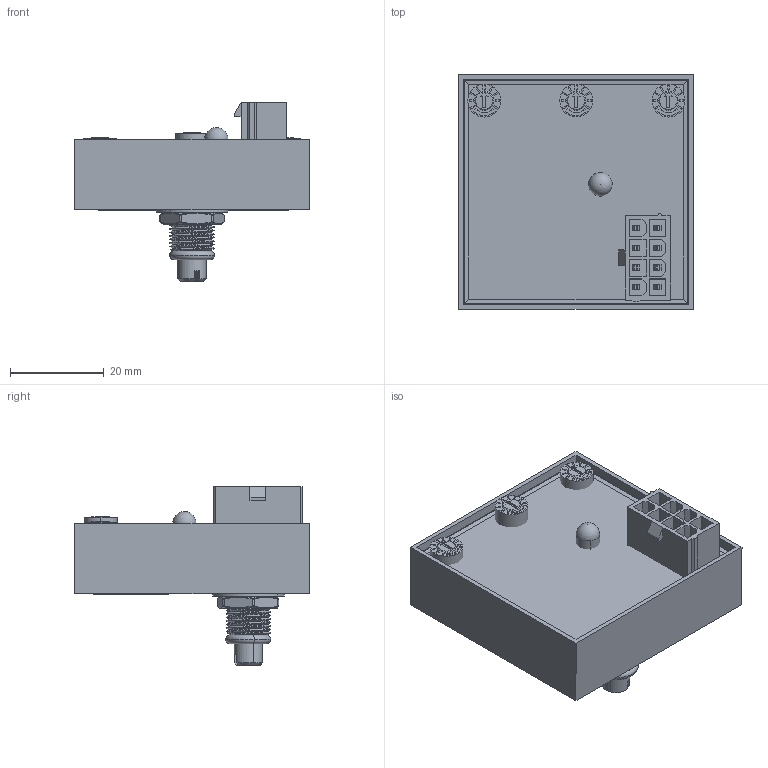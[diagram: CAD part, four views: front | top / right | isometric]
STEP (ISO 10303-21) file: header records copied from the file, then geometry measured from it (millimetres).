
FILE_DESCRIPTION (( 'STEP AP214' ), '1' );
FILE_NAME ('Assemblage.STEP', '2015-10-05T13:03:55', ( 'PC440' ), ( 'Microsoft' ), 'SwSTEP 2.0', 'SolidWorks 2015', '' );
FILE_SCHEMA (( 'AUTOMOTIVE_DESIGN' ));
Length unit declared in the file: millimetre
Products named in the file (19): SOLID; P1Y1; P1Y2; P1Y3; T7YA; Board; Resine COFNG020; COFNG020; Assemblage; Assemblage pour step; Ecrou; Joint; Rondelle; Pot10K_Slotted Shaft; LEDd5R-cut; AFF0451; ALTIUM; JX1; Embase_Minifit_8pts
Assembly tree (20 placements, depth 5):
  Assemblage
    COFNG020
    Resine COFNG020
    ALTIUM
      Board
      P1Y3
        T7YA
      P1Y2
        T7YA
      P1Y1
        T7YA
      JX1
        Embase_Minifit_8pts
          SOLID
    AFF0451
    LEDd5R-cut
    Assemblage pour step
      Pot10K_Slotted Shaft
      Rondelle
      Joint
      Ecrou
Bounding box: 50 x 50 x 38.05 mm (x, y, z)
Volume: 24350.2 mm3; surface area: 28637.8 mm2
Topology: 12 solids, 18 shells, 2144 faces, 5820 edges, 3869 vertices
Faces by surface type: plane 1504, cylinder 369, bspline 224, cone 33, torus 12, sphere 2
Entity records: 87243 total; most frequent: CARTESIAN_POINT 25052, ORIENTED_EDGE 10594, DIRECTION 8843, EDGE_CURVE 5305, LINE 3913, VECTOR 3913, VERTEX_POINT 3526, AXIS2_PLACEMENT_3D 2465
